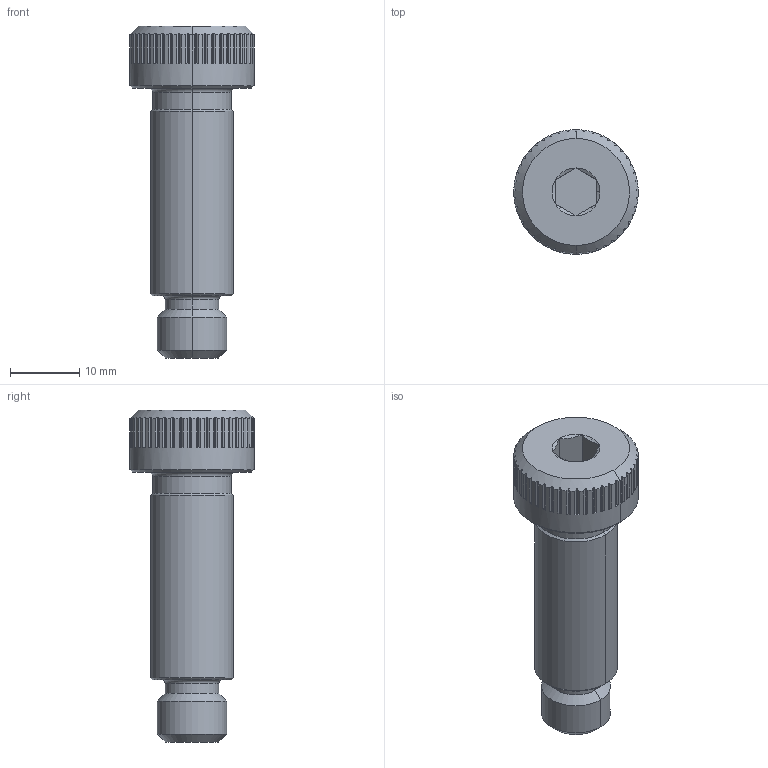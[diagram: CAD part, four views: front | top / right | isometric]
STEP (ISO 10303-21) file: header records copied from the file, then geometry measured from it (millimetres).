
FILE_DESCRIPTION (( 'STEP AP203' ), '1' );
FILE_NAME ('94361A561_NO THREADS_Short-Thread Alloy Steel Shoulder Screw.STEP', '2022-10-12T12:47:25', ( 'Administrator' ), ( 'Managed by Terraform' ), 'SwSTEP 2.0', 'SolidWorks 2017', '' );
FILE_SCHEMA (( 'CONFIG_CONTROL_DESIGN' ));
Length unit declared in the file: millimetre
Products named in the file (1): 94361A561_NO THREADS_Short-Thread Alloy Steel Shoulder Screw
Bounding box: 18 x 18 x 48 mm (x, y, z)
Volume: 6041.9 mm3; surface area: 2500.3 mm2
Topology: 1 solids, 1 shells, 229 faces, 641 edges, 417 vertices
Faces by surface type: plane 146, cylinder 60, cone 19, torus 4
Entity records: 8250 total; most frequent: CARTESIAN_POINT 2407, ORIENTED_EDGE 1282, DIRECTION 1136, EDGE_CURVE 641, VERTEX_POINT 417, AXIS2_PLACEMENT_3D 413, LINE 310, VECTOR 310
